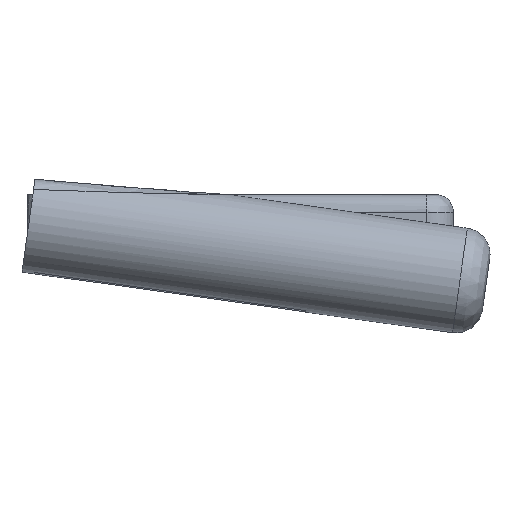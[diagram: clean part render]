
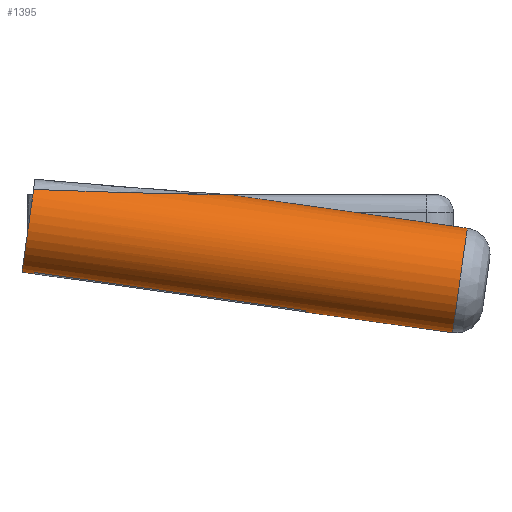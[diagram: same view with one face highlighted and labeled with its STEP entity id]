
A CAD part, left-side view. The second image highlights one B-rep face of the part: STEP entity #1395.
In plain terms, the highlighted cylindrical face has radius 15 mm (diameter 30 mm), a partial arc.
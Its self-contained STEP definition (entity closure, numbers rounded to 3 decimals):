
#48=ELLIPSE('',#1479,107.779,15.);
#51=ELLIPSE('',#1487,107.779,15.);
#52=ELLIPSE('',#1488,107.779,15.);
#56=ELLIPSE('',#1509,107.779,15.);
#57=ELLIPSE('',#1526,15.147,15.);
#58=ELLIPSE('',#1527,15.147,15.);
#72=B_SPLINE_CURVE_WITH_KNOTS('',3,(#2866,#2867,#2868,#2869,#2870,#2871,
#2872,#2873),.UNSPECIFIED.,.F.,.F.,(4,1,1,1,1,4),(-12.243,-10.634,
-9.025,-8.221,-7.416,-7.048),
 .UNSPECIFIED.);
#79=B_SPLINE_CURVE_WITH_KNOTS('',3,(#3135,#3136,#3137,#3138,#3139,#3140,
#3141,#3142,#3143,#3144),.UNSPECIFIED.,.F.,.F.,(4,2,2,2,4),(0.,2.021,
3.031,3.537,4.042),.UNSPECIFIED.);
#157=FACE_OUTER_BOUND('',#240,.T.);
#240=EDGE_LOOP('',(#1176,#1177,#1178,#1179,#1180,#1181,#1182,#1183,#1184,
#1185,#1186,#1187,#1188,#1189));
#359=LINE('',#3033,#478);
#360=LINE('',#3060,#479);
#366=LINE('',#3221,#485);
#367=LINE('',#3223,#486);
#478=VECTOR('',#1778,10.);
#479=VECTOR('',#1785,10.);
#485=VECTOR('',#1823,10.);
#486=VECTOR('',#1826,10.);
#550=CIRCLE('',#1504,15.);
#565=CIRCLE('',#1524,15.);
#629=VERTEX_POINT('',#2203);
#630=VERTEX_POINT('',#2236);
#650=VERTEX_POINT('',#2392);
#651=VERTEX_POINT('',#2394);
#655=VERTEX_POINT('',#2402);
#656=VERTEX_POINT('',#2404);
#676=VERTEX_POINT('',#2777);
#679=VERTEX_POINT('',#3017);
#680=VERTEX_POINT('',#3032);
#681=VERTEX_POINT('',#3034);
#682=VERTEX_POINT('',#3053);
#685=VERTEX_POINT('',#3134);
#692=VERTEX_POINT('',#3218);
#693=VERTEX_POINT('',#3220);
#782=EDGE_CURVE('',#630,#629,#48,.T.);
#806=EDGE_CURVE('',#651,#650,#51,.T.);
#811=EDGE_CURVE('',#656,#655,#52,.T.);
#839=EDGE_CURVE('',#676,#629,#72,.T.);
#840=EDGE_CURVE('',#656,#676,#550,.F.);
#848=EDGE_CURVE('',#680,#679,#359,.T.);
#850=EDGE_CURVE('',#650,#681,#56,.T.);
#853=EDGE_CURVE('',#682,#680,#360,.T.);
#856=EDGE_CURVE('',#630,#685,#79,.F.);
#871=EDGE_CURVE('',#682,#681,#565,.T.);
#872=EDGE_CURVE('',#655,#692,#57,.T.);
#873=EDGE_CURVE('',#692,#693,#366,.T.);
#874=EDGE_CURVE('',#693,#651,#58,.F.);
#875=EDGE_CURVE('',#679,#685,#367,.T.);
#1176=ORIENTED_EDGE('',*,*,#839,.F.);
#1177=ORIENTED_EDGE('',*,*,#840,.F.);
#1178=ORIENTED_EDGE('',*,*,#811,.T.);
#1179=ORIENTED_EDGE('',*,*,#872,.T.);
#1180=ORIENTED_EDGE('',*,*,#873,.T.);
#1181=ORIENTED_EDGE('',*,*,#874,.T.);
#1182=ORIENTED_EDGE('',*,*,#806,.T.);
#1183=ORIENTED_EDGE('',*,*,#850,.T.);
#1184=ORIENTED_EDGE('',*,*,#871,.F.);
#1185=ORIENTED_EDGE('',*,*,#853,.T.);
#1186=ORIENTED_EDGE('',*,*,#848,.T.);
#1187=ORIENTED_EDGE('',*,*,#875,.T.);
#1188=ORIENTED_EDGE('',*,*,#856,.F.);
#1189=ORIENTED_EDGE('',*,*,#782,.T.);
#1346=CYLINDRICAL_SURFACE('',#1525,15.);
#1395=ADVANCED_FACE('',(#157),#1346,.T.);
#1479=AXIS2_PLACEMENT_3D('',#2237,#1692,#1693);
#1487=AXIS2_PLACEMENT_3D('',#2395,#1722,#1723);
#1488=AXIS2_PLACEMENT_3D('',#2405,#1728,#1729);
#1504=AXIS2_PLACEMENT_3D('',#2875,#1770,#1771);
#1509=AXIS2_PLACEMENT_3D('',#3036,#1781,#1782);
#1524=AXIS2_PLACEMENT_3D('',#3216,#1817,#1818);
#1525=AXIS2_PLACEMENT_3D('',#3217,#1819,#1820);
#1526=AXIS2_PLACEMENT_3D('',#3219,#1821,#1822);
#1527=AXIS2_PLACEMENT_3D('',#3222,#1824,#1825);
#1692=DIRECTION('center_axis',(0.,0.,-1.));
#1693=DIRECTION('ref_axis',(0.,-1.,0.));
#1722=DIRECTION('center_axis',(0.,0.,-1.));
#1723=DIRECTION('ref_axis',(0.,-1.,0.));
#1728=DIRECTION('center_axis',(0.,0.,-1.));
#1729=DIRECTION('ref_axis',(0.,-1.,0.));
#1770=DIRECTION('center_axis',(0.,-0.99,-0.139));
#1771=DIRECTION('ref_axis',(1.,0.,0.));
#1778=DIRECTION('',(0.,0.99,0.139));
#1781=DIRECTION('center_axis',(0.,0.,-1.));
#1782=DIRECTION('ref_axis',(0.,-1.,0.));
#1785=DIRECTION('',(0.,0.99,0.139));
#1817=DIRECTION('center_axis',(0.,-0.99,-0.139));
#1818=DIRECTION('ref_axis',(-0.116,0.138,-0.984));
#1819=DIRECTION('center_axis',(0.,-0.99,-0.139));
#1820=DIRECTION('ref_axis',(-0.382,0.129,-0.915));
#1821=DIRECTION('center_axis',(0.,1.,0.));
#1822=DIRECTION('ref_axis',(0.,0.,1.));
#1823=DIRECTION('',(0.,-0.99,-0.139));
#1824=DIRECTION('center_axis',(0.,1.,0.));
#1825=DIRECTION('ref_axis',(0.,0.,1.));
#1826=DIRECTION('',(0.,0.99,0.139));
#2203=CARTESIAN_POINT('',(-20.16,15.268,10.));
#2236=CARTESIAN_POINT('',(-11.5,18.176,10.));
#2237=CARTESIAN_POINT('Origin',(-16.5,119.792,10.));
#2392=CARTESIAN_POINT('',(-9.045,-52.,-1.));
#2394=CARTESIAN_POINT('',(-3.325,-10.,-1.));
#2395=CARTESIAN_POINT('Origin',(-16.5,41.522,-1.));
#2402=CARTESIAN_POINT('',(-1.926,67.,-1.));
#2404=CARTESIAN_POINT('',(-1.994,68.952,-1.));
#2405=CARTESIAN_POINT('Origin',(-16.5,41.522,-1.));
#2777=CARTESIAN_POINT('',(-28.686,67.204,11.442));
#2866=CARTESIAN_POINT('Ctrl Pts',(-28.686,67.204,11.442));
#2867=CARTESIAN_POINT('Ctrl Pts',(-28.326,61.832,11.194));
#2868=CARTESIAN_POINT('Ctrl Pts',(-27.423,51.074,10.812));
#2869=CARTESIAN_POINT('Ctrl Pts',(-25.754,37.648,10.463));
#2870=CARTESIAN_POINT('Ctrl Pts',(-23.792,26.876,10.226));
#2871=CARTESIAN_POINT('Ctrl Pts',(-22.161,20.315,10.095));
#2872=CARTESIAN_POINT('Ctrl Pts',(-20.735,16.469,10.022));
#2873=CARTESIAN_POINT('Ctrl Pts',(-20.157,15.269,10.));
#2875=CARTESIAN_POINT('Origin',(-16.5,68.421,2.78));
#3017=CARTESIAN_POINT('',(-16.5,-44.5,2.058));
#3032=CARTESIAN_POINT('',(-16.5,-53.813,0.749));
#3033=CARTESIAN_POINT('',(-16.5,-58.44,0.099));
#3034=CARTESIAN_POINT('',(-10.044,-55.761,-1.));
#3036=CARTESIAN_POINT('Origin',(-16.5,41.522,-1.));
#3053=CARTESIAN_POINT('',(-16.5,-55.965,0.446));
#3060=CARTESIAN_POINT('',(-16.5,-58.44,0.099));
#3134=CARTESIAN_POINT('',(-16.5,-23.565,5.));
#3135=CARTESIAN_POINT('Ctrl Pts',(-16.5,-23.565,5.));
#3136=CARTESIAN_POINT('Ctrl Pts',(-16.5,-16.894,5.938));
#3137=CARTESIAN_POINT('Ctrl Pts',(-16.245,-9.589,6.979));
#3138=CARTESIAN_POINT('Ctrl Pts',(-15.189,1.212,8.428));
#3139=CARTESIAN_POINT('Ctrl Pts',(-14.726,4.779,8.891));
#3140=CARTESIAN_POINT('Ctrl Pts',(-13.782,9.963,9.465));
#3141=CARTESIAN_POINT('Ctrl Pts',(-13.425,11.662,9.635));
#3142=CARTESIAN_POINT('Ctrl Pts',(-12.588,14.984,9.9));
#3143=CARTESIAN_POINT('Ctrl Pts',(-12.117,16.609,10.));
#3144=CARTESIAN_POINT('Ctrl Pts',(-11.5,18.176,10.));
#3216=CARTESIAN_POINT('Origin',(-16.5,-53.877,-14.408));
#3217=CARTESIAN_POINT('Origin',(-16.5,-56.353,-14.755));
#3218=CARTESIAN_POINT('',(-20.,67.,-12.149));
#3219=CARTESIAN_POINT('Origin',(-16.5,67.,2.581));
#3220=CARTESIAN_POINT('',(-20.,-10.,-22.97));
#3221=CARTESIAN_POINT('',(-20.,-54.323,-29.2));
#3222=CARTESIAN_POINT('Origin',(-16.5,-10.,-8.241));
#3223=CARTESIAN_POINT('',(-16.5,-58.44,0.099));
